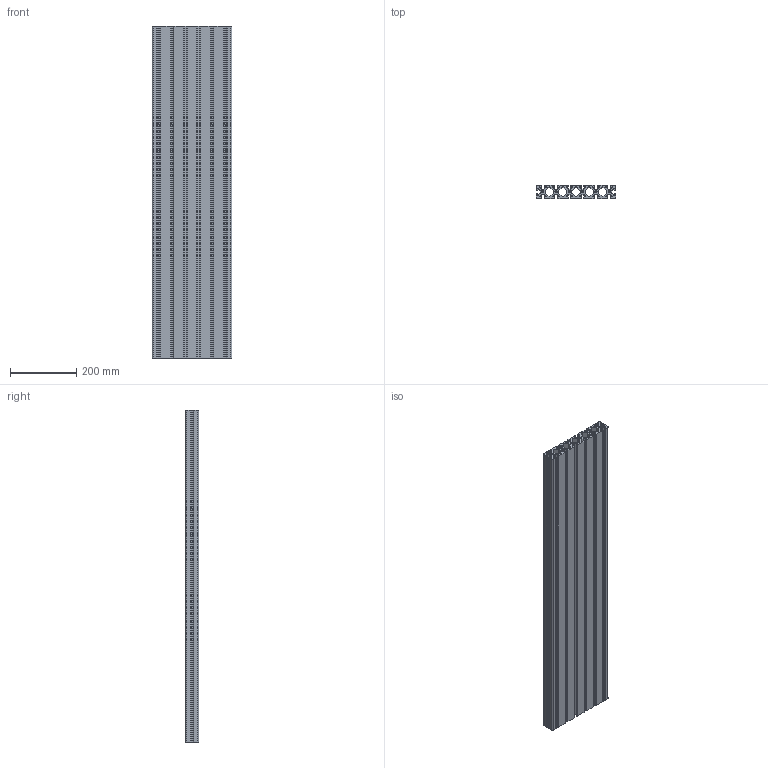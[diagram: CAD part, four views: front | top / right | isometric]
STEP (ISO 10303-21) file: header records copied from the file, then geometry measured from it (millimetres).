
FILE_DESCRIPTION(/* description */ (''),/* implementation_level */ '2;1');
FILE_NAME(/* name */ '10176_KriTec_Profil_8_240x40_schwer.stp',/* time_stamp */ '2014-09-03T09:06:06+02:00',/* author */ ('kostic'),/* organization */ (''),/* preprocessor_version */ 'ST-DEVELOPER v15.2',/* originating_system */ 'Autodesk Inventor 2014',/* authorisation */ '');
FILE_SCHEMA (('AUTOMOTIVE_DESIGN { 1 0 10303 214 3 1 1 }'));
Length unit declared in the file: millimetre
Products named in the file (1): 10176_KriTec_Profil_8_240x40_schwer
Bounding box: 240 x 40 x 1000 mm (x, y, z)
Volume: 4752226.6 mm3; surface area: 1635984.9 mm2
Topology: 1 solids, 1 shells, 300 faces, 894 edges, 596 vertices
Faces by surface type: cylinder 180, plane 120
Full cylindrical faces by diameter (mm): 6.8 x6
Entity records: 10253 total; most frequent: DIRECTION 1850, CARTESIAN_POINT 1785, ORIENTED_EDGE 1776, EDGE_CURVE 888, AXIS2_PLACEMENT_3D 661, VERTEX_POINT 596, LINE 528, VECTOR 528
